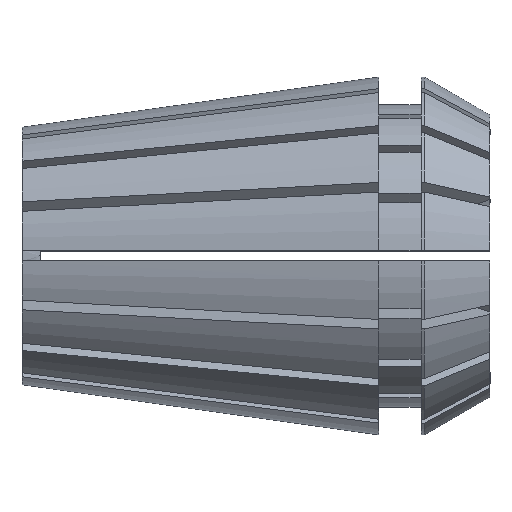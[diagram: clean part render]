
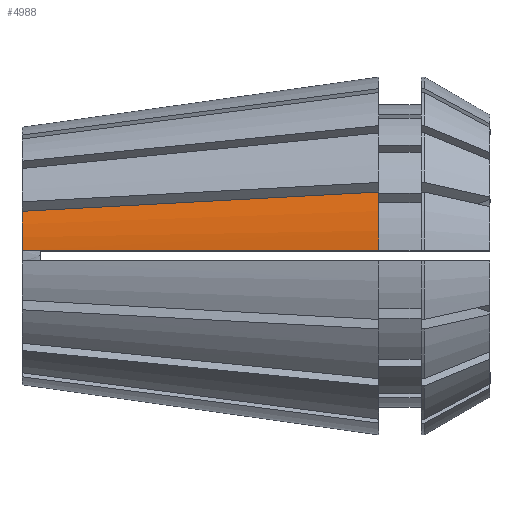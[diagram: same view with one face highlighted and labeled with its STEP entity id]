
A CAD part, top view. The second image highlights one B-rep face of the part: STEP entity #4988.
In plain terms, the highlighted conical face has half-angle 8 degrees and reference radius 13 mm.
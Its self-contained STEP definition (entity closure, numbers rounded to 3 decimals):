
#192 = CARTESIAN_POINT ( 'NONE',  ( 2.174, 0.375, 9.659 ) ) ;
#282 = AXIS2_PLACEMENT_3D ( 'NONE', #1371, #4459, #1851 ) ;
#426 = DIRECTION ( 'NONE',  ( 1., 0., 0. ) ) ;
#466 = ORIENTED_EDGE ( 'NONE', *, *, #3598, .F. ) ;
#648 = CARTESIAN_POINT ( 'NONE',  ( 0., 0.375, 9.353 ) ) ;
#1371 = CARTESIAN_POINT ( 'NONE',  ( 25.9, 0., 0. ) ) ;
#1510 = CARTESIAN_POINT ( 'NONE',  ( 16.273, 4.108, 10.899 ) ) ;
#1563 = B_SPLINE_CURVE_WITH_KNOTS ( 'NONE', 3,
 ( #4558, #2843, #4137, #1510, #4578, #1982, #5019 ),
 .UNSPECIFIED., .F., .F.,
 ( 4, 3, 4 ),
 ( 0., 0.016, 0.026 ),
 .UNSPECIFIED. ) ;
#1786 = CIRCLE ( 'NONE', #282, 13. ) ;
#1851 = DIRECTION ( 'NONE',  ( 0., 0., 1. ) ) ;
#1874 = CARTESIAN_POINT ( 'NONE',  ( 25.9, 0., 0. ) ) ;
#1982 = CARTESIAN_POINT ( 'NONE',  ( 22.691, 4.454, 11.732 ) ) ;
#2070 = CARTESIAN_POINT ( 'NONE',  ( 22.187, 0.375, 12.473 ) ) ;
#2127 = EDGE_LOOP ( 'NONE', ( #3387, #466, #2524, #3727 ) ) ;
#2204 = DIRECTION ( 'NONE',  ( -1., 0., 0. ) ) ;
#2209 = AXIS2_PLACEMENT_3D ( 'NONE', #4786, #2204, #5234 ) ;
#2518 = CARTESIAN_POINT ( 'NONE',  ( 14.641, 0.375, 11.412 ) ) ;
#2524 = ORIENTED_EDGE ( 'NONE', *, *, #4828, .F. ) ;
#2815 = FACE_OUTER_BOUND ( 'NONE', #2127, .T. ) ;
#2843 = CARTESIAN_POINT ( 'NONE',  ( 5.424, 3.525, 9.489 ) ) ;
#2963 = CARTESIAN_POINT ( 'NONE',  ( 3.261, 0.375, 9.811 ) ) ;
#3042 = B_SPLINE_CURVE_WITH_KNOTS ( 'NONE', 3,
 ( #4224, #4670, #2070, #5112, #2518, #5571, #2963, #192, #3389, #648 ),
 .UNSPECIFIED., .F., .F.,
 ( 4, 3, 3, 4 ),
 ( 0.051, 0.057, 0.074, 0.078 ),
 .UNSPECIFIED. ) ;
#3387 = ORIENTED_EDGE ( 'NONE', *, *, #4758, .F. ) ;
#3389 = CARTESIAN_POINT ( 'NONE',  ( 1.087, 0.375, 9.506 ) ) ;
#3595 = CARTESIAN_POINT ( 'NONE',  ( 0., 3.233, 8.784 ) ) ;
#3598 = EDGE_CURVE ( 'NONE', #3939, #3792, #4450, .T. ) ;
#3682 = CARTESIAN_POINT ( 'NONE',  ( 0., 0.375, 9.353 ) ) ;
#3727 = ORIENTED_EDGE ( 'NONE', *, *, #4939, .T. ) ;
#3792 = VERTEX_POINT ( 'NONE', #3595 ) ;
#3888 = VERTEX_POINT ( 'NONE', #4076 ) ;
#3939 = VERTEX_POINT ( 'NONE', #3682 ) ;
#4060 = VERTEX_POINT ( 'NONE', #4582 ) ;
#4076 = CARTESIAN_POINT ( 'NONE',  ( 25.9, 0.375, 12.995 ) ) ;
#4137 = CARTESIAN_POINT ( 'NONE',  ( 10.849, 3.817, 10.194 ) ) ;
#4224 = CARTESIAN_POINT ( 'NONE',  ( 25.9, 0.375, 12.995 ) ) ;
#4450 = CIRCLE ( 'NONE', #2209, 9.36 ) ;
#4459 = DIRECTION ( 'NONE',  ( -1., 0., 0. ) ) ;
#4558 = CARTESIAN_POINT ( 'NONE',  ( 0., 3.233, 8.784 ) ) ;
#4564 = AXIS2_PLACEMENT_3D ( 'NONE', #1874, #426, #4914 ) ;
#4578 = CARTESIAN_POINT ( 'NONE',  ( 19.482, 4.281, 11.316 ) ) ;
#4582 = CARTESIAN_POINT ( 'NONE',  ( 25.9, 4.626, 12.149 ) ) ;
#4670 = CARTESIAN_POINT ( 'NONE',  ( 24.044, 0.375, 12.734 ) ) ;
#4758 = EDGE_CURVE ( 'NONE', #3792, #4060, #1563, .T. ) ;
#4786 = CARTESIAN_POINT ( 'NONE',  ( 0., 0., 0. ) ) ;
#4828 = EDGE_CURVE ( 'NONE', #3888, #3939, #3042, .T. ) ;
#4844 = CONICAL_SURFACE ( 'NONE', #4564, 13., 0.14 ) ;
#4914 = DIRECTION ( 'NONE',  ( 0., 0., -1. ) ) ;
#4939 = EDGE_CURVE ( 'NONE', #3888, #4060, #1786, .T. ) ;
#4988 = ADVANCED_FACE ( 'NONE', ( #2815 ), #4844, .T. ) ;
#5019 = CARTESIAN_POINT ( 'NONE',  ( 25.9, 4.626, 12.149 ) ) ;
#5112 = CARTESIAN_POINT ( 'NONE',  ( 20.331, 0.375, 12.212 ) ) ;
#5234 = DIRECTION ( 'NONE',  ( 0., 0., 1. ) ) ;
#5571 = CARTESIAN_POINT ( 'NONE',  ( 8.951, 0.375, 10.612 ) ) ;
